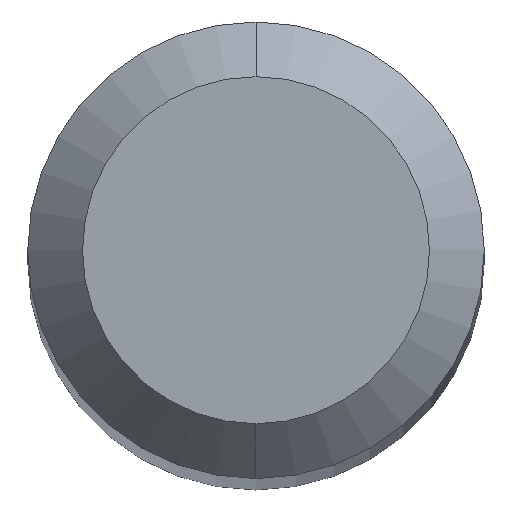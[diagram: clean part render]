
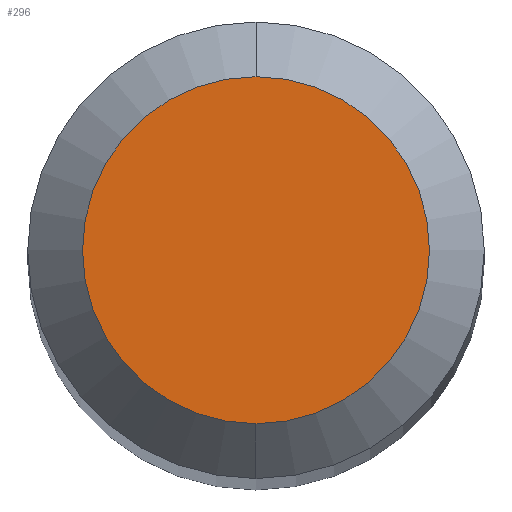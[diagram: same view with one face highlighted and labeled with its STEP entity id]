
A CAD part, top view. The second image highlights one B-rep face of the part: STEP entity #296.
In plain terms, the highlighted planar face has unit normal (0, 0, 1).
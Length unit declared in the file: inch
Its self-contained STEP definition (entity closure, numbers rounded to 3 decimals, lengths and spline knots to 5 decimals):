
#45 = CARTESIAN_POINT ( 'NONE',  ( 0., 0., 0. ) ) ;
#59 = CIRCLE ( 'NONE', #484, 0.0475 ) ;
#69 = CARTESIAN_POINT ( 'NONE',  ( 0., 0., 0. ) ) ;
#131 = DIRECTION ( 'NONE',  ( 0., 0., 1. ) ) ;
#140 = ORIENTED_EDGE ( 'NONE', *, *, #447, .T. ) ;
#149 = CARTESIAN_POINT ( 'NONE',  ( 0., -0.0475, 0. ) ) ;
#157 = CARTESIAN_POINT ( 'NONE',  ( 0., 0.0475, 0. ) ) ;
#177 = EDGE_CURVE ( 'NONE', #270, #178, #361, .T. ) ;
#178 = VERTEX_POINT ( 'NONE', #149 ) ;
#223 = AXIS2_PLACEMENT_3D ( 'NONE', #69, #455, #544 ) ;
#270 = VERTEX_POINT ( 'NONE', #157 ) ;
#279 = ORIENTED_EDGE ( 'NONE', *, *, #177, .T. ) ;
#290 = DIRECTION ( 'NONE',  ( 0., 0., -1. ) ) ;
#296 = ADVANCED_FACE ( 'NONE', ( #385 ), #331, .F. ) ;
#307 = DIRECTION ( 'NONE',  ( 0., -1., 0. ) ) ;
#331 = PLANE ( 'NONE',  #530 ) ;
#361 = CIRCLE ( 'NONE', #223, 0.0475 ) ;
#385 = FACE_OUTER_BOUND ( 'NONE', #525, .T. ) ;
#447 = EDGE_CURVE ( 'NONE', #178, #270, #59, .T. ) ;
#455 = DIRECTION ( 'NONE',  ( 0., 0., 1. ) ) ;
#471 = DIRECTION ( 'NONE',  ( 0., 1., 0. ) ) ;
#484 = AXIS2_PLACEMENT_3D ( 'NONE', #45, #131, #307 ) ;
#513 = CARTESIAN_POINT ( 'NONE',  ( 0., 0.0475, 0. ) ) ;
#525 = EDGE_LOOP ( 'NONE', ( #279, #140 ) ) ;
#530 = AXIS2_PLACEMENT_3D ( 'NONE', #513, #290, #471 ) ;
#544 = DIRECTION ( 'NONE',  ( 0., -1., 0. ) ) ;
